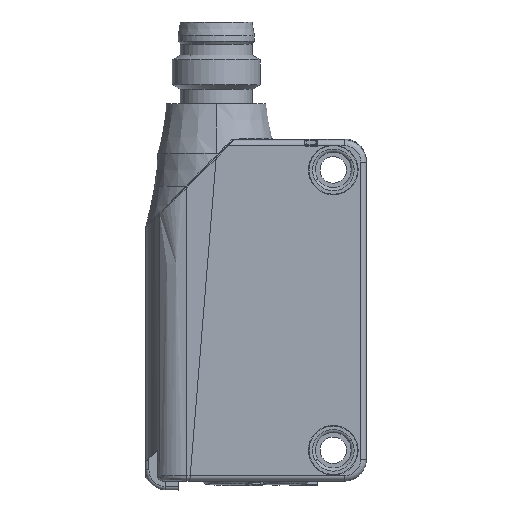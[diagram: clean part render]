
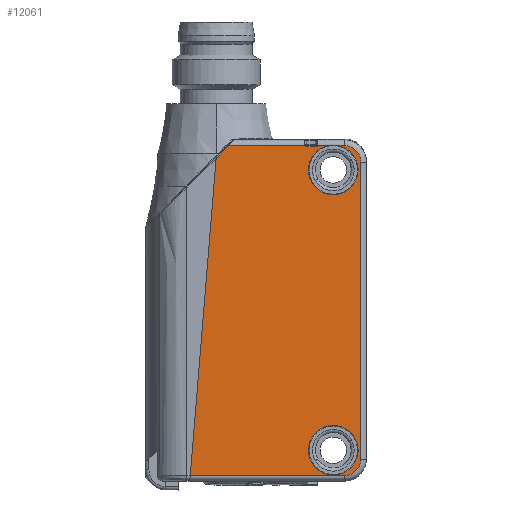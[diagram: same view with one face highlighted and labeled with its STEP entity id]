
A CAD part, left-side view. The second image highlights one B-rep face of the part: STEP entity #12061.
In plain terms, the highlighted planar face has unit normal (-1, 0, 0).
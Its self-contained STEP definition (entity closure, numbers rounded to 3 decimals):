
#1115=DIRECTION('',(0.,0.707,-0.707));
#1116=VECTOR('',#1115,1.65);
#1117=CARTESIAN_POINT('',(-5.5,9.326,9.613));
#1118=LINE('',#1117,#1116);
#1122=CARTESIAN_POINT('',(-5.5,2.28,9.7));
#1123=DIRECTION('',(-1.,0.,0.));
#1124=DIRECTION('',(0.,0.9,-0.437));
#1125=AXIS2_PLACEMENT_3D('',#1122,#1123,#1124);
#1130=DIRECTION('',(0.,-1.,0.));
#1131=VECTOR('',#1130,0.8);
#1132=CARTESIAN_POINT('',(-5.5,2.28,9.5));
#1133=LINE('',#1132,#1131);
#1137=CARTESIAN_POINT('',(-5.5,1.48,9.7));
#1138=DIRECTION('',(-1.,0.,0.));
#1139=DIRECTION('',(0.,0.,-1.));
#1140=AXIS2_PLACEMENT_3D('',#1137,#1138,#1139);
#1145=DIRECTION('',(0.,-1.,0.));
#1146=VECTOR('',#1145,1.012);
#1147=CARTESIAN_POINT('',(-5.5,1.3,9.613));
#1148=LINE('',#1147,#1146);
#1152=CARTESIAN_POINT('',(-5.5,-0.12,7.4));
#1153=DIRECTION('',(-1.,0.,0.));
#1154=DIRECTION('',(0.,0.181,0.983));
#1155=AXIS2_PLACEMENT_3D('',#1152,#1153,#1154);
#1160=CARTESIAN_POINT('',(-5.5,-0.12,7.4));
#1161=DIRECTION('',(-1.,0.,0.));
#1162=DIRECTION('',(0.,1.,0.));
#1163=AXIS2_PLACEMENT_3D('',#1160,#1161,#1162);
#1168=CARTESIAN_POINT('',(-5.5,-0.12,7.4));
#1169=DIRECTION('',(-1.,0.,0.));
#1170=DIRECTION('',(0.,-1.,0.));
#1171=AXIS2_PLACEMENT_3D('',#1168,#1169,#1170);
#1176=DIRECTION('',(0.,1.,0.));
#1177=VECTOR('',#1176,0.592);
#1178=CARTESIAN_POINT('',(-5.5,-1.12,9.613));
#1179=LINE('',#1178,#1177);
#1183=CARTESIAN_POINT('',(-5.5,-1.12,9.613));
#1184=CARTESIAN_POINT('',(-5.5,-1.172,
9.613));
#1185=CARTESIAN_POINT('',(-5.5,-1.275,
9.607));
#1186=CARTESIAN_POINT('',(-5.5,-1.431,
9.583));
#1187=CARTESIAN_POINT('',(-5.5,-1.583,9.542));
#1188=CARTESIAN_POINT('',(-5.5,-1.73,9.486));
#1189=CARTESIAN_POINT('',(-5.5,-1.871,9.415));
#1190=CARTESIAN_POINT('',(-5.5,-2.003,9.329));
#1191=CARTESIAN_POINT('',(-5.5,-2.125,9.23));
#1192=CARTESIAN_POINT('',(-5.5,-2.237,9.118));
#1193=CARTESIAN_POINT('',(-5.5,-2.336,8.995));
#1194=CARTESIAN_POINT('',(-5.5,-2.422,8.863));
#1195=CARTESIAN_POINT('',(-5.5,-2.493,8.723));
#1196=CARTESIAN_POINT('',(-5.5,-2.55,8.575));
#1197=CARTESIAN_POINT('',(-5.5,-2.59,
8.423));
#1198=CARTESIAN_POINT('',(-5.5,-2.615,
8.268));
#1199=CARTESIAN_POINT('',(-5.5,-2.62,
8.164));
#1200=CARTESIAN_POINT('',(-5.5,-2.62,8.112));
#1205=DIRECTION('',(0.,0.,-1.));
#1206=VECTOR('',#1205,26.912);
#1207=CARTESIAN_POINT('',(-5.5,-2.62,8.112));
#1208=LINE('',#1207,#1206);
#1212=CARTESIAN_POINT('',(-5.5,-1.12,-18.8));
#1213=DIRECTION('',(1.,0.,0.));
#1214=DIRECTION('',(0.,-1.,0.));
#1215=AXIS2_PLACEMENT_3D('',#1212,#1213,#1214);
#1220=DIRECTION('',(0.,-1.,0.));
#1221=VECTOR('',#1220,13.959);
#1222=CARTESIAN_POINT('',(-5.5,12.839,
-20.3));
#1223=LINE('',#1222,#1221);
#1227=DIRECTION('',(0.,-0.081,0.997));
#1228=VECTOR('',#1227,28.841);
#1229=CARTESIAN_POINT('',(-5.5,12.839,
-20.3));
#1230=LINE('',#1229,#1228);
#1234=CARTESIAN_POINT('',(-5.5,-0.12,-18.));
#1235=DIRECTION('',(-1.,0.,0.));
#1236=DIRECTION('',(0.,1.,0.));
#1237=AXIS2_PLACEMENT_3D('',#1234,#1235,#1236);
#1242=CARTESIAN_POINT('',(-5.5,-0.12,-18.));
#1243=DIRECTION('',(-1.,0.,0.));
#1244=DIRECTION('',(0.,-1.,0.));
#1245=AXIS2_PLACEMENT_3D('',#1242,#1243,#1244);
#2796=DIRECTION('',(0.,1.,0.));
#2797=VECTOR('',#2796,6.866);
#2798=CARTESIAN_POINT('',(-5.5,2.46,9.613));
#2799=LINE('',#2798,#2797);
#9848=CARTESIAN_POINT('',(-5.5,2.13,-18.));
#9849=CARTESIAN_POINT('',(-5.5,-2.37,-18.));
#9850=VERTEX_POINT('',#9848);
#9851=VERTEX_POINT('',#9849);
#9852=CARTESIAN_POINT('',(-5.5,2.13,7.4));
#9853=CARTESIAN_POINT('',(-5.5,-2.37,7.4));
#9854=VERTEX_POINT('',#9852);
#9855=VERTEX_POINT('',#9853);
#9870=CARTESIAN_POINT('',(-5.5,-2.62,-18.8));
#9871=CARTESIAN_POINT('',(-5.5,-1.12,-20.3));
#9872=VERTEX_POINT('',#9870);
#9873=VERTEX_POINT('',#9871);
#9876=CARTESIAN_POINT('',(-5.5,-2.62,8.112));
#9877=VERTEX_POINT('',#9876);
#9884=CARTESIAN_POINT('',(-5.5,-1.12,
9.613));
#9885=VERTEX_POINT('',#9884);
#9888=CARTESIAN_POINT('',(-5.5,9.326,9.613));
#9890=VERTEX_POINT('',#9888);
#10058=CARTESIAN_POINT('',(-5.5,-0.528,9.613));
#10059=VERTEX_POINT('',#10058);
#10104=CARTESIAN_POINT('',(-5.5,2.46,9.613));
#10105=CARTESIAN_POINT('',(-5.5,2.28,9.5));
#10106=VERTEX_POINT('',#10104);
#10107=VERTEX_POINT('',#10105);
#10110=CARTESIAN_POINT('',(-5.5,1.48,9.5));
#10111=VERTEX_POINT('',#10110);
#10114=CARTESIAN_POINT('',(-5.5,1.3,9.613));
#10115=VERTEX_POINT('',#10114);
#10168=CARTESIAN_POINT('',(-5.5,0.288,9.613));
#10169=VERTEX_POINT('',#10168);
#10441=CARTESIAN_POINT('',(-5.5,12.839,
-20.3));
#10442=CARTESIAN_POINT('',(-5.5,10.493,8.446));
#10443=VERTEX_POINT('',#10441);
#10444=VERTEX_POINT('',#10442);
#12020=CARTESIAN_POINT('',(-5.5,-3.12,-20.8));
#12021=DIRECTION('',(-1.,0.,0.));
#12022=DIRECTION('',(0.,0.,1.));
#12023=AXIS2_PLACEMENT_3D('',#12020,#12021,#12022);
#12024=PLANE('',#12023);
#12026=ORIENTED_EDGE('',*,*,#12025,.F.);
#12028=ORIENTED_EDGE('',*,*,#12027,.F.);
#12030=ORIENTED_EDGE('',*,*,#12029,.T.);
#12032=ORIENTED_EDGE('',*,*,#12031,.T.);
#12034=ORIENTED_EDGE('',*,*,#12033,.T.);
#12036=ORIENTED_EDGE('',*,*,#12035,.T.);
#12038=ORIENTED_EDGE('',*,*,#12037,.T.);
#12040=ORIENTED_EDGE('',*,*,#12039,.T.);
#12042=ORIENTED_EDGE('',*,*,#12041,.T.);
#12044=ORIENTED_EDGE('',*,*,#12043,.F.);
#12045=ORIENTED_EDGE('',*,*,#11998,.T.);
#12046=ORIENTED_EDGE('',*,*,#12011,.T.);
#12048=ORIENTED_EDGE('',*,*,#12047,.T.);
#12050=ORIENTED_EDGE('',*,*,#12049,.F.);
#12052=ORIENTED_EDGE('',*,*,#12051,.T.);
#12053=EDGE_LOOP('',(#12026,#12028,#12030,#12032,#12034,#12036,#12038,#12040,
#12042,#12044,#12045,#12046,#12048,#12050,#12052));
#12054=FACE_OUTER_BOUND('',#12053,.F.);
#12056=ORIENTED_EDGE('',*,*,#12055,.T.);
#12058=ORIENTED_EDGE('',*,*,#12057,.T.);
#12059=EDGE_LOOP('',(#12056,#12058));
#12060=FACE_BOUND('',#12059,.F.);
#12061=ADVANCED_FACE('',(#12054,#12060),#12024,.T.);
#1126=CIRCLE('',#1125,0.2);
#1141=CIRCLE('',#1140,0.2);
#1156=CIRCLE('',#1155,2.25);
#1164=CIRCLE('',#1163,2.25);
#1172=CIRCLE('',#1171,2.25);
#1201=B_SPLINE_CURVE_WITH_KNOTS('',3,(#1183,#1184,#1185,#1186,#1187,#1188,#1189,
#1190,#1191,#1192,#1193,#1194,#1195,#1196,#1197,#1198,#1199,#1200),
.UNSPECIFIED.,.F.,.F.,(4,1,1,1,1,1,1,1,1,1,1,1,1,1,1,4),(0.,0.067,
0.133,0.2,0.267,0.333,0.4,
0.467,0.533,0.6,0.667,0.733,
0.8,0.867,0.933,1.),.UNSPECIFIED.);
#1216=CIRCLE('',#1215,1.5);
#1238=CIRCLE('',#1237,2.25);
#1246=CIRCLE('',#1245,2.25);
#11998=EDGE_CURVE('',#9885,#9877,#1201,.T.);
#12011=EDGE_CURVE('',#9877,#9872,#1208,.T.);
#12025=EDGE_CURVE('',#9890,#10444,#1118,.T.);
#12027=EDGE_CURVE('',#10106,#9890,#2799,.T.);
#12029=EDGE_CURVE('',#10106,#10107,#1126,.T.);
#12031=EDGE_CURVE('',#10107,#10111,#1133,.T.);
#12033=EDGE_CURVE('',#10111,#10115,#1141,.T.);
#12035=EDGE_CURVE('',#10115,#10169,#1148,.T.);
#12037=EDGE_CURVE('',#10169,#9854,#1156,.T.);
#12039=EDGE_CURVE('',#9854,#9855,#1164,.T.);
#12041=EDGE_CURVE('',#9855,#10059,#1172,.T.);
#12043=EDGE_CURVE('',#9885,#10059,#1179,.T.);
#12047=EDGE_CURVE('',#9872,#9873,#1216,.T.);
#12049=EDGE_CURVE('',#10443,#9873,#1223,.T.);
#12051=EDGE_CURVE('',#10443,#10444,#1230,.T.);
#12055=EDGE_CURVE('',#9850,#9851,#1238,.T.);
#12057=EDGE_CURVE('',#9851,#9850,#1246,.T.);
